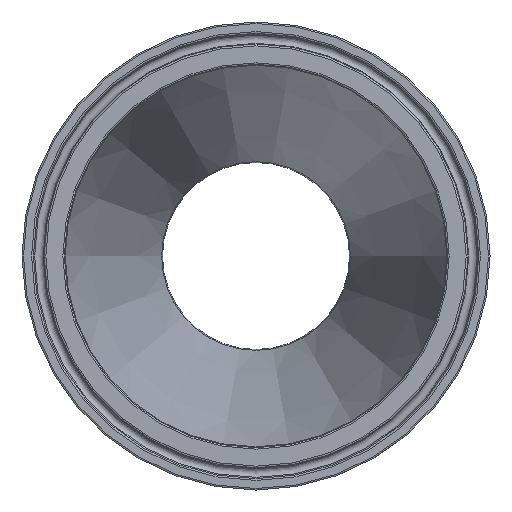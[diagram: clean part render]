
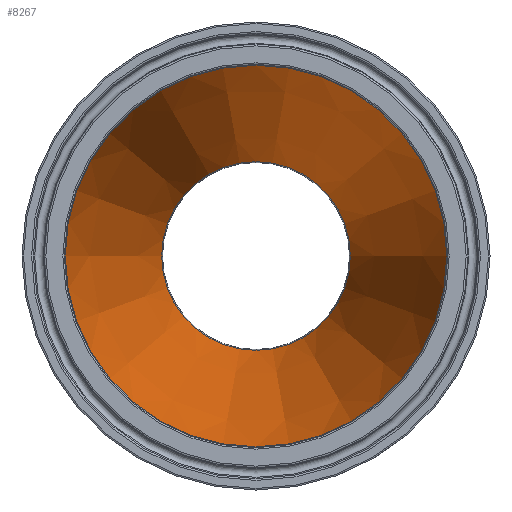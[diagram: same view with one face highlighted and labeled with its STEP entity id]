
A CAD part, left-side view. The second image highlights one B-rep face of the part: STEP entity #8267.
In plain terms, the highlighted conical face has half-angle 15.157 degrees and reference radius 36.22 mm.
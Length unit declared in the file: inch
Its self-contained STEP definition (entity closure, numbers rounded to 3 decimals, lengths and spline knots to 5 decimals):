
#19=CONICAL_SURFACE('',#8816,1.426,15.157);
#177=FACE_BOUND('',#1576,.T.);
#1026=FACE_OUTER_BOUND('',#1575,.T.);
#1575=EDGE_LOOP('',(#7659));
#1576=EDGE_LOOP('',(#7660));
#2191=CIRCLE('',#8815,1.9083);
#2192=CIRCLE('',#8817,0.9437);
#4083=VERTEX_POINT('',#17669);
#4084=VERTEX_POINT('',#17672);
#5277=EDGE_CURVE('',#4083,#4083,#2191,.T.);
#5278=EDGE_CURVE('',#4084,#4084,#2192,.T.);
#7659=ORIENTED_EDGE('',*,*,#5278,.F.);
#7660=ORIENTED_EDGE('',*,*,#5277,.F.);
#8267=ADVANCED_FACE('',(#1026,#177),#19,.F.);
#8815=AXIS2_PLACEMENT_3D('',#17670,#10446,#10447);
#8816=AXIS2_PLACEMENT_3D('',#17671,#10448,#10449);
#8817=AXIS2_PLACEMENT_3D('',#17673,#10450,#10451);
#10446=DIRECTION('center_axis',(1.,0.,0.));
#10447=DIRECTION('ref_axis',(0.,-1.,0.));
#10448=DIRECTION('center_axis',(-1.,0.,0.));
#10449=DIRECTION('ref_axis',(0.,1.,0.));
#10450=DIRECTION('center_axis',(-1.,0.,0.));
#10451=DIRECTION('ref_axis',(0.,-1.,0.));
#17669=CARTESIAN_POINT('',(0.40711,1.9083,0.));
#17670=CARTESIAN_POINT('Origin',(0.40711,0.,0.));
#17671=CARTESIAN_POINT('Origin',(2.1875,0.,0.));
#17672=CARTESIAN_POINT('',(3.96789,0.9437,0.));
#17673=CARTESIAN_POINT('Origin',(3.96789,0.,0.));
